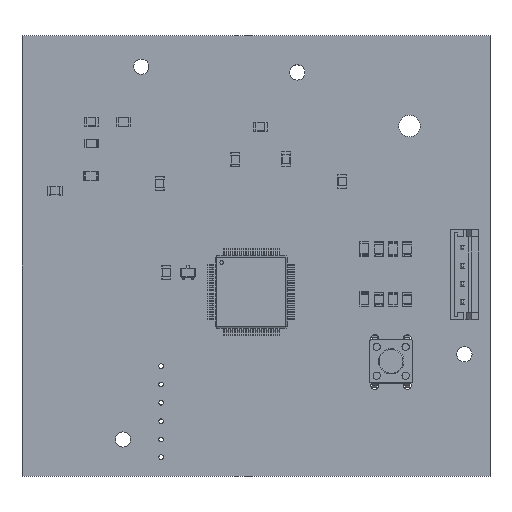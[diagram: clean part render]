
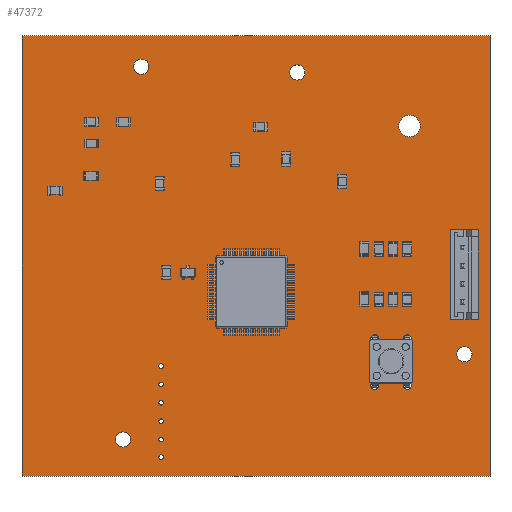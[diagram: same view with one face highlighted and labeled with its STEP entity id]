
A CAD part, top view. The second image highlights one B-rep face of the part: STEP entity #47372.
In plain terms, the highlighted planar face has unit normal (0, 0, 1).
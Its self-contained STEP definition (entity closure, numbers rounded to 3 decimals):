
#47051 = VERTEX_POINT('',#47052);
#47052 = CARTESIAN_POINT('',(236.22,-144.78,1.6));
#47058 = EDGE_CURVE('',#47051,#47059,#47061,.T.);
#47059 = VERTEX_POINT('',#47060);
#47060 = CARTESIAN_POINT('',(171.45,-144.78,1.6));
#47061 = LINE('',#47062,#47063);
#47062 = CARTESIAN_POINT('',(236.22,-144.78,1.6));
#47063 = VECTOR('',#47064,1.);
#47064 = DIRECTION('',(-1.,0.,0.));
#47091 = VERTEX_POINT('',#47092);
#47092 = CARTESIAN_POINT('',(236.22,-83.82,1.6));
#47098 = EDGE_CURVE('',#47091,#47051,#47099,.T.);
#47099 = LINE('',#47100,#47101);
#47100 = CARTESIAN_POINT('',(236.22,-83.82,1.6));
#47101 = VECTOR('',#47102,1.);
#47102 = DIRECTION('',(0.,-1.,0.));
#47120 = EDGE_CURVE('',#47059,#47121,#47123,.T.);
#47121 = VERTEX_POINT('',#47122);
#47122 = CARTESIAN_POINT('',(171.45,-83.82,1.6));
#47123 = LINE('',#47124,#47125);
#47124 = CARTESIAN_POINT('',(171.45,-144.78,1.6));
#47125 = VECTOR('',#47126,1.);
#47126 = DIRECTION('',(0.,1.,0.));
#47372 = ADVANCED_FACE('',(#47373,#47384,#47395,#47406,#47417,#47428,
    #47439,#47450,#47461,#47472,#47483,#47494,#47505,#47516,#47527,
    #47538,#47549,#47560,#47571,#47582),#47593,.T.);
#47373 = FACE_BOUND('',#47374,.T.);
#47374 = EDGE_LOOP('',(#47375,#47376,#47377,#47383));
#47375 = ORIENTED_EDGE('',*,*,#47058,.F.);
#47376 = ORIENTED_EDGE('',*,*,#47098,.F.);
#47377 = ORIENTED_EDGE('',*,*,#47378,.F.);
#47378 = EDGE_CURVE('',#47121,#47091,#47379,.T.);
#47379 = LINE('',#47380,#47381);
#47380 = CARTESIAN_POINT('',(171.45,-83.82,1.6));
#47381 = VECTOR('',#47382,1.);
#47382 = DIRECTION('',(1.,0.,0.));
#47383 = ORIENTED_EDGE('',*,*,#47120,.F.);
#47384 = FACE_BOUND('',#47385,.T.);
#47385 = EDGE_LOOP('',(#47386));
#47386 = ORIENTED_EDGE('',*,*,#47387,.T.);
#47387 = EDGE_CURVE('',#47388,#47388,#47390,.T.);
#47388 = VERTEX_POINT('',#47389);
#47389 = CARTESIAN_POINT('',(185.42,-140.75,1.6));
#47390 = CIRCLE('',#47391,1.05);
#47391 = AXIS2_PLACEMENT_3D('',#47392,#47393,#47394);
#47392 = CARTESIAN_POINT('',(185.42,-139.7,1.6));
#47393 = DIRECTION('',(-0.,0.,-1.));
#47394 = DIRECTION('',(0.,-1.,0.));
#47395 = FACE_BOUND('',#47396,.T.);
#47396 = EDGE_LOOP('',(#47397));
#47397 = ORIENTED_EDGE('',*,*,#47398,.T.);
#47398 = EDGE_CURVE('',#47399,#47399,#47401,.T.);
#47399 = VERTEX_POINT('',#47400);
#47400 = CARTESIAN_POINT('',(190.7,-142.46,1.6));
#47401 = CIRCLE('',#47402,0.32);
#47402 = AXIS2_PLACEMENT_3D('',#47403,#47404,#47405);
#47403 = CARTESIAN_POINT('',(190.7,-142.14,1.6));
#47404 = DIRECTION('',(-0.,0.,-1.));
#47405 = DIRECTION('',(-0.,-1.,0.));
#47406 = FACE_BOUND('',#47407,.T.);
#47407 = EDGE_LOOP('',(#47408));
#47408 = ORIENTED_EDGE('',*,*,#47409,.T.);
#47409 = EDGE_CURVE('',#47410,#47410,#47412,.T.);
#47410 = VERTEX_POINT('',#47411);
#47411 = CARTESIAN_POINT('',(190.7,-140.02,1.6));
#47412 = CIRCLE('',#47413,0.32);
#47413 = AXIS2_PLACEMENT_3D('',#47414,#47415,#47416);
#47414 = CARTESIAN_POINT('',(190.7,-139.7,1.6));
#47415 = DIRECTION('',(-0.,0.,-1.));
#47416 = DIRECTION('',(-0.,-1.,0.));
#47417 = FACE_BOUND('',#47418,.T.);
#47418 = EDGE_LOOP('',(#47419));
#47419 = ORIENTED_EDGE('',*,*,#47420,.T.);
#47420 = EDGE_CURVE('',#47421,#47421,#47423,.T.);
#47421 = VERTEX_POINT('',#47422);
#47422 = CARTESIAN_POINT('',(190.7,-137.48,1.6));
#47423 = CIRCLE('',#47424,0.32);
#47424 = AXIS2_PLACEMENT_3D('',#47425,#47426,#47427);
#47425 = CARTESIAN_POINT('',(190.7,-137.16,1.6));
#47426 = DIRECTION('',(-0.,0.,-1.));
#47427 = DIRECTION('',(-0.,-1.,0.));
#47428 = FACE_BOUND('',#47429,.T.);
#47429 = EDGE_LOOP('',(#47430));
#47430 = ORIENTED_EDGE('',*,*,#47431,.T.);
#47431 = EDGE_CURVE('',#47432,#47432,#47434,.T.);
#47432 = VERTEX_POINT('',#47433);
#47433 = CARTESIAN_POINT('',(190.7,-134.94,1.6));
#47434 = CIRCLE('',#47435,0.32);
#47435 = AXIS2_PLACEMENT_3D('',#47436,#47437,#47438);
#47436 = CARTESIAN_POINT('',(190.7,-134.62,1.6));
#47437 = DIRECTION('',(-0.,0.,-1.));
#47438 = DIRECTION('',(-0.,-1.,0.));
#47439 = FACE_BOUND('',#47440,.T.);
#47440 = EDGE_LOOP('',(#47441));
#47441 = ORIENTED_EDGE('',*,*,#47442,.T.);
#47442 = EDGE_CURVE('',#47443,#47443,#47445,.T.);
#47443 = VERTEX_POINT('',#47444);
#47444 = CARTESIAN_POINT('',(190.7,-132.4,1.6));
#47445 = CIRCLE('',#47446,0.32);
#47446 = AXIS2_PLACEMENT_3D('',#47447,#47448,#47449);
#47447 = CARTESIAN_POINT('',(190.7,-132.08,1.6));
#47448 = DIRECTION('',(-0.,0.,-1.));
#47449 = DIRECTION('',(-0.,-1.,0.));
#47450 = FACE_BOUND('',#47451,.T.);
#47451 = EDGE_LOOP('',(#47452));
#47452 = ORIENTED_EDGE('',*,*,#47453,.T.);
#47453 = EDGE_CURVE('',#47454,#47454,#47456,.T.);
#47454 = VERTEX_POINT('',#47455);
#47455 = CARTESIAN_POINT('',(190.7,-129.86,1.6));
#47456 = CIRCLE('',#47457,0.32);
#47457 = AXIS2_PLACEMENT_3D('',#47458,#47459,#47460);
#47458 = CARTESIAN_POINT('',(190.7,-129.54,1.6));
#47459 = DIRECTION('',(-0.,0.,-1.));
#47460 = DIRECTION('',(-0.,-1.,0.));
#47461 = FACE_BOUND('',#47462,.T.);
#47462 = EDGE_LOOP('',(#47463));
#47463 = ORIENTED_EDGE('',*,*,#47464,.T.);
#47464 = EDGE_CURVE('',#47465,#47465,#47467,.T.);
#47465 = VERTEX_POINT('',#47466);
#47466 = CARTESIAN_POINT('',(220.29,-132.78,1.6));
#47467 = CIRCLE('',#47468,0.55);
#47468 = AXIS2_PLACEMENT_3D('',#47469,#47470,#47471);
#47469 = CARTESIAN_POINT('',(220.29,-132.23,1.6));
#47470 = DIRECTION('',(-0.,0.,-1.));
#47471 = DIRECTION('',(0.,-1.,0.));
#47472 = FACE_BOUND('',#47473,.T.);
#47473 = EDGE_LOOP('',(#47474));
#47474 = ORIENTED_EDGE('',*,*,#47475,.T.);
#47475 = EDGE_CURVE('',#47476,#47476,#47478,.T.);
#47476 = VERTEX_POINT('',#47477);
#47477 = CARTESIAN_POINT('',(224.79,-132.78,1.6));
#47478 = CIRCLE('',#47479,0.55);
#47479 = AXIS2_PLACEMENT_3D('',#47480,#47481,#47482);
#47480 = CARTESIAN_POINT('',(224.79,-132.23,1.6));
#47481 = DIRECTION('',(-0.,0.,-1.));
#47482 = DIRECTION('',(0.,-1.,0.));
#47483 = FACE_BOUND('',#47484,.T.);
#47484 = EDGE_LOOP('',(#47485));
#47485 = ORIENTED_EDGE('',*,*,#47486,.T.);
#47486 = EDGE_CURVE('',#47487,#47487,#47489,.T.);
#47487 = VERTEX_POINT('',#47488);
#47488 = CARTESIAN_POINT('',(220.29,-126.28,1.6));
#47489 = CIRCLE('',#47490,0.55);
#47490 = AXIS2_PLACEMENT_3D('',#47491,#47492,#47493);
#47491 = CARTESIAN_POINT('',(220.29,-125.73,1.6));
#47492 = DIRECTION('',(-0.,0.,-1.));
#47493 = DIRECTION('',(0.,-1.,0.));
#47494 = FACE_BOUND('',#47495,.T.);
#47495 = EDGE_LOOP('',(#47496));
#47496 = ORIENTED_EDGE('',*,*,#47497,.T.);
#47497 = EDGE_CURVE('',#47498,#47498,#47500,.T.);
#47498 = VERTEX_POINT('',#47499);
#47499 = CARTESIAN_POINT('',(224.79,-126.28,1.6));
#47500 = CIRCLE('',#47501,0.55);
#47501 = AXIS2_PLACEMENT_3D('',#47502,#47503,#47504);
#47502 = CARTESIAN_POINT('',(224.79,-125.73,1.6));
#47503 = DIRECTION('',(-0.,0.,-1.));
#47504 = DIRECTION('',(0.,-1.,0.));
#47505 = FACE_BOUND('',#47506,.T.);
#47506 = EDGE_LOOP('',(#47507));
#47507 = ORIENTED_EDGE('',*,*,#47508,.T.);
#47508 = EDGE_CURVE('',#47509,#47509,#47511,.T.);
#47509 = VERTEX_POINT('',#47510);
#47510 = CARTESIAN_POINT('',(232.68,-128.96,1.6));
#47511 = CIRCLE('',#47512,1.05);
#47512 = AXIS2_PLACEMENT_3D('',#47513,#47514,#47515);
#47513 = CARTESIAN_POINT('',(232.68,-127.91,1.6));
#47514 = DIRECTION('',(-0.,0.,-1.));
#47515 = DIRECTION('',(-0.,-1.,0.));
#47516 = FACE_BOUND('',#47517,.T.);
#47517 = EDGE_LOOP('',(#47518));
#47518 = ORIENTED_EDGE('',*,*,#47519,.T.);
#47519 = EDGE_CURVE('',#47520,#47520,#47522,.T.);
#47520 = VERTEX_POINT('',#47521);
#47521 = CARTESIAN_POINT('',(232.41,-121.125,1.6));
#47522 = CIRCLE('',#47523,0.475);
#47523 = AXIS2_PLACEMENT_3D('',#47524,#47525,#47526);
#47524 = CARTESIAN_POINT('',(232.41,-120.65,1.6));
#47525 = DIRECTION('',(-0.,0.,-1.));
#47526 = DIRECTION('',(-0.,-1.,0.));
#47527 = FACE_BOUND('',#47528,.T.);
#47528 = EDGE_LOOP('',(#47529));
#47529 = ORIENTED_EDGE('',*,*,#47530,.T.);
#47530 = EDGE_CURVE('',#47531,#47531,#47533,.T.);
#47531 = VERTEX_POINT('',#47532);
#47532 = CARTESIAN_POINT('',(232.41,-118.625,1.6));
#47533 = CIRCLE('',#47534,0.475);
#47534 = AXIS2_PLACEMENT_3D('',#47535,#47536,#47537);
#47535 = CARTESIAN_POINT('',(232.41,-118.15,1.6));
#47536 = DIRECTION('',(-0.,0.,-1.));
#47537 = DIRECTION('',(-0.,-1.,0.));
#47538 = FACE_BOUND('',#47539,.T.);
#47539 = EDGE_LOOP('',(#47540));
#47540 = ORIENTED_EDGE('',*,*,#47541,.T.);
#47541 = EDGE_CURVE('',#47542,#47542,#47544,.T.);
#47542 = VERTEX_POINT('',#47543);
#47543 = CARTESIAN_POINT('',(232.41,-116.125,1.6));
#47544 = CIRCLE('',#47545,0.475);
#47545 = AXIS2_PLACEMENT_3D('',#47546,#47547,#47548);
#47546 = CARTESIAN_POINT('',(232.41,-115.65,1.6));
#47547 = DIRECTION('',(-0.,0.,-1.));
#47548 = DIRECTION('',(-0.,-1.,0.));
#47549 = FACE_BOUND('',#47550,.T.);
#47550 = EDGE_LOOP('',(#47551));
#47551 = ORIENTED_EDGE('',*,*,#47552,.T.);
#47552 = EDGE_CURVE('',#47553,#47553,#47555,.T.);
#47553 = VERTEX_POINT('',#47554);
#47554 = CARTESIAN_POINT('',(187.96,-89.15,1.6));
#47555 = CIRCLE('',#47556,1.05);
#47556 = AXIS2_PLACEMENT_3D('',#47557,#47558,#47559);
#47557 = CARTESIAN_POINT('',(187.96,-88.1,1.6));
#47558 = DIRECTION('',(-0.,0.,-1.));
#47559 = DIRECTION('',(0.,-1.,-0.));
#47560 = FACE_BOUND('',#47561,.T.);
#47561 = EDGE_LOOP('',(#47562));
#47562 = ORIENTED_EDGE('',*,*,#47563,.T.);
#47563 = EDGE_CURVE('',#47564,#47564,#47566,.T.);
#47564 = VERTEX_POINT('',#47565);
#47565 = CARTESIAN_POINT('',(232.41,-113.625,1.6));
#47566 = CIRCLE('',#47567,0.475);
#47567 = AXIS2_PLACEMENT_3D('',#47568,#47569,#47570);
#47568 = CARTESIAN_POINT('',(232.41,-113.15,1.6));
#47569 = DIRECTION('',(-0.,0.,-1.));
#47570 = DIRECTION('',(-0.,-1.,0.));
#47571 = FACE_BOUND('',#47572,.T.);
#47572 = EDGE_LOOP('',(#47573));
#47573 = ORIENTED_EDGE('',*,*,#47574,.T.);
#47574 = EDGE_CURVE('',#47575,#47575,#47577,.T.);
#47575 = VERTEX_POINT('',#47576);
#47576 = CARTESIAN_POINT('',(209.55,-89.95,1.6));
#47577 = CIRCLE('',#47578,1.05);
#47578 = AXIS2_PLACEMENT_3D('',#47579,#47580,#47581);
#47579 = CARTESIAN_POINT('',(209.55,-88.9,1.6));
#47580 = DIRECTION('',(-0.,0.,-1.));
#47581 = DIRECTION('',(-0.,-1.,0.));
#47582 = FACE_BOUND('',#47583,.T.);
#47583 = EDGE_LOOP('',(#47584));
#47584 = ORIENTED_EDGE('',*,*,#47585,.T.);
#47585 = EDGE_CURVE('',#47586,#47586,#47588,.T.);
#47586 = VERTEX_POINT('',#47587);
#47587 = CARTESIAN_POINT('',(225.09,-97.82,1.6));
#47588 = CIRCLE('',#47589,1.5);
#47589 = AXIS2_PLACEMENT_3D('',#47590,#47591,#47592);
#47590 = CARTESIAN_POINT('',(225.09,-96.32,1.6));
#47591 = DIRECTION('',(-0.,0.,-1.));
#47592 = DIRECTION('',(-0.,-1.,0.));
#47593 = PLANE('',#47594);
#47594 = AXIS2_PLACEMENT_3D('',#47595,#47596,#47597);
#47595 = CARTESIAN_POINT('',(0.,0.,1.6));
#47596 = DIRECTION('',(0.,0.,1.));
#47597 = DIRECTION('',(1.,0.,-0.));
